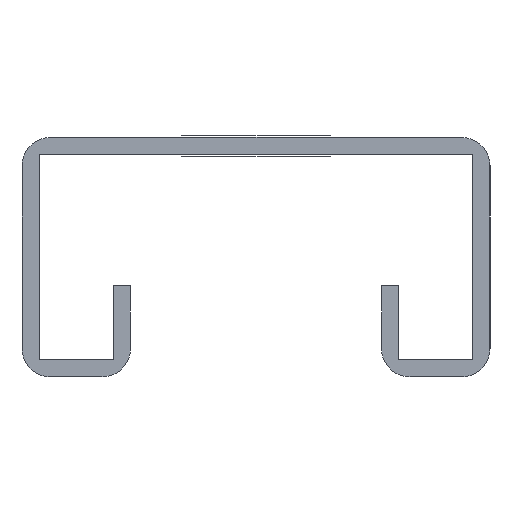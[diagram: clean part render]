
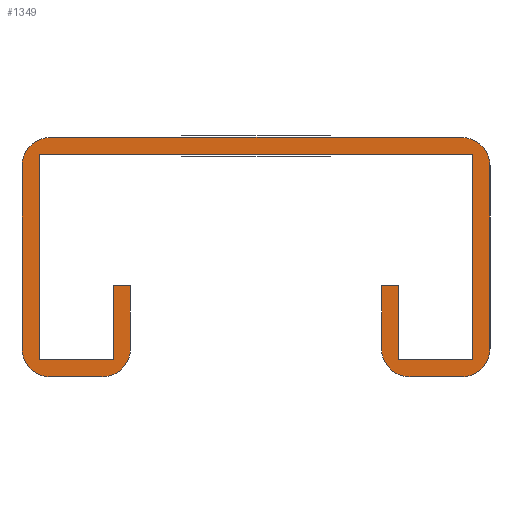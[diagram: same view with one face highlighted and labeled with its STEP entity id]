
A CAD part, left-side view. The second image highlights one B-rep face of the part: STEP entity #1349.
In plain terms, the highlighted planar face has unit normal (-1, 0, 0).
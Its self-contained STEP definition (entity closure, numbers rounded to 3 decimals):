
#101=FACE_OUTER_BOUND('',#145,.T.);
#145=EDGE_LOOP('',(#1094,#1095,#1096,#1097,#1098,#1099,#1100,#1101,#1102,
#1103,#1104,#1105,#1106,#1107,#1108,#1109,#1110,#1111,#1112,#1113,#1114,
#1115));
#176=CIRCLE('',#1391,2.5);
#177=CIRCLE('',#1394,2.5);
#178=CIRCLE('',#1397,2.5);
#179=CIRCLE('',#1400,2.5);
#180=CIRCLE('',#1406,2.5);
#181=CIRCLE('',#1407,2.5);
#239=LINE('',#1890,#413);
#242=LINE('',#1895,#416);
#244=LINE('',#1899,#418);
#246=LINE('',#1903,#420);
#248=LINE('',#1907,#422);
#250=LINE('',#1911,#424);
#252=LINE('',#1915,#426);
#255=LINE('',#1923,#429);
#258=LINE('',#1931,#432);
#262=LINE('',#1941,#436);
#265=LINE('',#1949,#439);
#267=LINE('',#1953,#441);
#269=LINE('',#1957,#443);
#270=LINE('',#1959,#444);
#271=LINE('',#1964,#445);
#272=LINE('',#1967,#446);
#413=VECTOR('',#1507,1.);
#416=VECTOR('',#1512,1.);
#418=VECTOR('',#1516,1.);
#420=VECTOR('',#1520,1.);
#422=VECTOR('',#1524,1.);
#424=VECTOR('',#1528,1.);
#426=VECTOR('',#1532,1.);
#429=VECTOR('',#1541,1.);
#432=VECTOR('',#1550,1.);
#436=VECTOR('',#1560,1.);
#439=VECTOR('',#1569,1.);
#441=VECTOR('',#1573,1.);
#443=VECTOR('',#1577,1.);
#444=VECTOR('',#1580,1.);
#445=VECTOR('',#1585,1.);
#446=VECTOR('',#1588,1.);
#592=VERTEX_POINT('',#1887);
#593=VERTEX_POINT('',#1889);
#594=VERTEX_POINT('',#1893);
#595=VERTEX_POINT('',#1897);
#596=VERTEX_POINT('',#1901);
#597=VERTEX_POINT('',#1905);
#598=VERTEX_POINT('',#1909);
#599=VERTEX_POINT('',#1913);
#600=VERTEX_POINT('',#1917);
#601=VERTEX_POINT('',#1921);
#602=VERTEX_POINT('',#1925);
#603=VERTEX_POINT('',#1929);
#604=VERTEX_POINT('',#1933);
#605=VERTEX_POINT('',#1935);
#606=VERTEX_POINT('',#1939);
#607=VERTEX_POINT('',#1943);
#608=VERTEX_POINT('',#1947);
#609=VERTEX_POINT('',#1951);
#610=VERTEX_POINT('',#1955);
#611=VERTEX_POINT('',#1961);
#612=VERTEX_POINT('',#1963);
#613=VERTEX_POINT('',#1965);
#797=EDGE_CURVE('',#593,#592,#239,.T.);
#800=EDGE_CURVE('',#592,#594,#242,.T.);
#802=EDGE_CURVE('',#594,#595,#244,.T.);
#804=EDGE_CURVE('',#595,#596,#246,.T.);
#806=EDGE_CURVE('',#596,#597,#248,.T.);
#808=EDGE_CURVE('',#598,#597,#250,.T.);
#810=EDGE_CURVE('',#599,#598,#252,.T.);
#812=EDGE_CURVE('',#600,#599,#176,.T.);
#814=EDGE_CURVE('',#601,#600,#255,.T.);
#816=EDGE_CURVE('',#602,#601,#177,.T.);
#818=EDGE_CURVE('',#603,#602,#258,.T.);
#820=EDGE_CURVE('',#604,#605,#178,.T.);
#823=EDGE_CURVE('',#606,#604,#262,.T.);
#825=EDGE_CURVE('',#607,#606,#179,.T.);
#827=EDGE_CURVE('',#608,#607,#265,.T.);
#829=EDGE_CURVE('',#608,#609,#267,.T.);
#831=EDGE_CURVE('',#609,#610,#269,.T.);
#832=EDGE_CURVE('',#610,#593,#270,.T.);
#833=EDGE_CURVE('',#611,#603,#180,.T.);
#834=EDGE_CURVE('',#612,#611,#271,.T.);
#835=EDGE_CURVE('',#613,#612,#181,.T.);
#836=EDGE_CURVE('',#605,#613,#272,.T.);
#1094=ORIENTED_EDGE('',*,*,#806,.T.);
#1095=ORIENTED_EDGE('',*,*,#808,.F.);
#1096=ORIENTED_EDGE('',*,*,#810,.F.);
#1097=ORIENTED_EDGE('',*,*,#812,.F.);
#1098=ORIENTED_EDGE('',*,*,#814,.F.);
#1099=ORIENTED_EDGE('',*,*,#816,.F.);
#1100=ORIENTED_EDGE('',*,*,#818,.F.);
#1101=ORIENTED_EDGE('',*,*,#833,.F.);
#1102=ORIENTED_EDGE('',*,*,#834,.F.);
#1103=ORIENTED_EDGE('',*,*,#835,.F.);
#1104=ORIENTED_EDGE('',*,*,#836,.F.);
#1105=ORIENTED_EDGE('',*,*,#820,.F.);
#1106=ORIENTED_EDGE('',*,*,#823,.F.);
#1107=ORIENTED_EDGE('',*,*,#825,.F.);
#1108=ORIENTED_EDGE('',*,*,#827,.F.);
#1109=ORIENTED_EDGE('',*,*,#829,.T.);
#1110=ORIENTED_EDGE('',*,*,#831,.T.);
#1111=ORIENTED_EDGE('',*,*,#832,.T.);
#1112=ORIENTED_EDGE('',*,*,#797,.T.);
#1113=ORIENTED_EDGE('',*,*,#800,.T.);
#1114=ORIENTED_EDGE('',*,*,#802,.T.);
#1115=ORIENTED_EDGE('',*,*,#804,.T.);
#1307=PLANE('',#1405);
#1349=ADVANCED_FACE('',(#101),#1307,.F.);
#1391=AXIS2_PLACEMENT_3D('',#1919,#1536,#1537);
#1394=AXIS2_PLACEMENT_3D('',#1927,#1545,#1546);
#1397=AXIS2_PLACEMENT_3D('',#1936,#1554,#1555);
#1400=AXIS2_PLACEMENT_3D('',#1945,#1564,#1565);
#1405=AXIS2_PLACEMENT_3D('',#1960,#1581,#1582);
#1406=AXIS2_PLACEMENT_3D('',#1962,#1583,#1584);
#1407=AXIS2_PLACEMENT_3D('',#1966,#1586,#1587);
#1507=DIRECTION('',(0.,0.,1.));
#1512=DIRECTION('',(0.,-1.,0.));
#1516=DIRECTION('',(0.,0.,-1.));
#1520=DIRECTION('',(0.,1.,0.));
#1524=DIRECTION('',(0.,0.,1.));
#1528=DIRECTION('',(0.,-1.,0.));
#1532=DIRECTION('',(0.,0.,1.));
#1536=DIRECTION('center_axis',(1.,0.,0.));
#1537=DIRECTION('ref_axis',(0.,0.707,-0.707));
#1541=DIRECTION('',(0.,1.,0.));
#1545=DIRECTION('center_axis',(1.,0.,0.));
#1546=DIRECTION('ref_axis',(0.,-0.707,-0.707));
#1550=DIRECTION('',(0.,0.,-1.));
#1554=DIRECTION('center_axis',(1.,0.,0.));
#1555=DIRECTION('ref_axis',(0.,0.707,-0.707));
#1560=DIRECTION('',(0.,1.,0.));
#1564=DIRECTION('center_axis',(1.,0.,0.));
#1565=DIRECTION('ref_axis',(0.,-0.707,-0.707));
#1569=DIRECTION('',(0.,0.,-1.));
#1573=DIRECTION('',(0.,1.,0.));
#1577=DIRECTION('',(0.,0.,-1.));
#1580=DIRECTION('',(0.,1.,0.));
#1581=DIRECTION('center_axis',(1.,0.,0.));
#1582=DIRECTION('ref_axis',(0.,0.,-1.));
#1583=DIRECTION('center_axis',(1.,0.,0.));
#1584=DIRECTION('ref_axis',(0.,-0.707,0.707));
#1585=DIRECTION('',(0.,-1.,0.));
#1586=DIRECTION('center_axis',(1.,0.,0.));
#1587=DIRECTION('ref_axis',(0.,0.707,0.707));
#1588=DIRECTION('',(0.,0.,1.));
#1887=CARTESIAN_POINT('',(12.716,58.859,18.768));
#1889=CARTESIAN_POINT('',(12.716,58.859,0.768));
#1890=CARTESIAN_POINT('',(12.716,58.859,11.497));
#1893=CARTESIAN_POINT('',(12.716,20.859,18.768));
#1895=CARTESIAN_POINT('',(12.716,30.859,18.768));
#1897=CARTESIAN_POINT('',(12.716,20.859,0.768));
#1899=CARTESIAN_POINT('',(12.716,20.859,11.497));
#1901=CARTESIAN_POINT('',(12.716,27.359,0.768));
#1903=CARTESIAN_POINT('',(12.716,31.984,0.768));
#1905=CARTESIAN_POINT('',(12.716,27.359,7.268));
#1907=CARTESIAN_POINT('',(12.716,27.359,11.497));
#1909=CARTESIAN_POINT('',(12.716,28.859,7.268));
#1911=CARTESIAN_POINT('',(12.716,28.859,7.268));
#1913=CARTESIAN_POINT('',(12.716,28.859,1.768));
#1915=CARTESIAN_POINT('',(12.716,28.859,-0.732));
#1917=CARTESIAN_POINT('',(12.716,26.359,-0.732));
#1919=CARTESIAN_POINT('Origin',(12.716,26.359,1.768));
#1921=CARTESIAN_POINT('',(12.716,21.859,-0.732));
#1923=CARTESIAN_POINT('',(12.716,19.359,-0.732));
#1925=CARTESIAN_POINT('',(12.716,19.359,1.768));
#1927=CARTESIAN_POINT('Origin',(12.716,21.859,1.768));
#1929=CARTESIAN_POINT('',(12.716,19.359,17.768));
#1931=CARTESIAN_POINT('',(12.716,19.359,40.268));
#1933=CARTESIAN_POINT('',(12.716,57.859,-0.732));
#1935=CARTESIAN_POINT('',(12.716,60.359,1.768));
#1936=CARTESIAN_POINT('Origin',(12.716,57.859,1.768));
#1939=CARTESIAN_POINT('',(12.716,53.359,-0.732));
#1941=CARTESIAN_POINT('',(12.716,50.859,-0.732));
#1943=CARTESIAN_POINT('',(12.716,50.859,1.768));
#1945=CARTESIAN_POINT('Origin',(12.716,53.359,1.768));
#1947=CARTESIAN_POINT('',(12.716,50.859,7.268));
#1949=CARTESIAN_POINT('',(12.716,50.859,7.268));
#1951=CARTESIAN_POINT('',(12.716,52.359,7.268));
#1953=CARTESIAN_POINT('',(12.716,52.859,7.268));
#1955=CARTESIAN_POINT('',(12.716,52.359,0.768));
#1957=CARTESIAN_POINT('',(12.716,52.359,11.497));
#1959=CARTESIAN_POINT('',(12.716,47.734,0.768));
#1960=CARTESIAN_POINT('Origin',(12.716,39.859,21.227));
#1961=CARTESIAN_POINT('',(12.716,21.859,20.268));
#1962=CARTESIAN_POINT('Origin',(12.716,21.859,17.768));
#1963=CARTESIAN_POINT('',(12.716,57.859,20.268));
#1964=CARTESIAN_POINT('',(12.716,60.359,20.268));
#1965=CARTESIAN_POINT('',(12.716,60.359,17.768));
#1966=CARTESIAN_POINT('Origin',(12.716,57.859,17.768));
#1967=CARTESIAN_POINT('',(12.716,60.359,-20.732));
